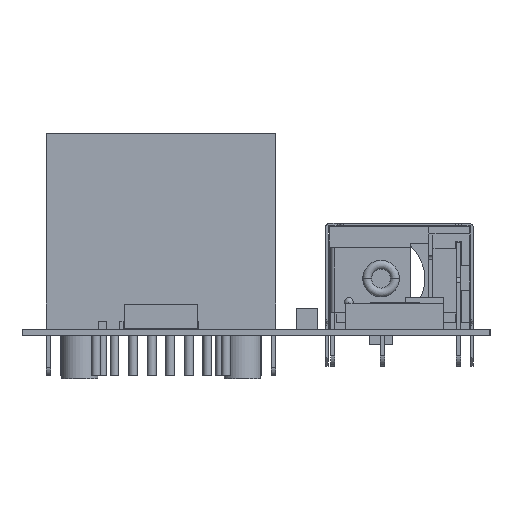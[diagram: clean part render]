
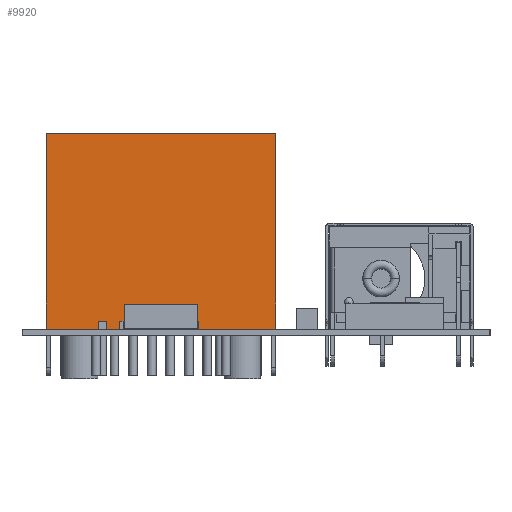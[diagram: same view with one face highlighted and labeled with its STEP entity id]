
A CAD part, left-side view. The second image highlights one B-rep face of the part: STEP entity #9920.
In plain terms, the highlighted face is planar.
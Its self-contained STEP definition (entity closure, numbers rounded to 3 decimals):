
#8343 = VERTEX_POINT('',#8344);
#8344 = CARTESIAN_POINT('',(-3.736,2.446,21.16));
#8350 = EDGE_CURVE('',#8351,#8343,#8353,.T.);
#8351 = VERTEX_POINT('',#8352);
#8352 = CARTESIAN_POINT('',(-3.736,15.846,21.16));
#8353 = LINE('',#8354,#8355);
#8354 = CARTESIAN_POINT('',(-3.736,2.446,21.16));
#8355 = VECTOR('',#8356,1.);
#8356 = DIRECTION('',(0.,-1.,0.));
#9794 = EDGE_CURVE('',#9795,#8351,#9797,.T.);
#9795 = VERTEX_POINT('',#9796);
#9796 = CARTESIAN_POINT('',(11.964,15.846,21.16));
#9797 = LINE('',#9798,#9799);
#9798 = CARTESIAN_POINT('',(-3.736,15.846,21.16));
#9799 = VECTOR('',#9800,1.);
#9800 = DIRECTION('',(-1.,0.,0.));
#9833 = EDGE_CURVE('',#9834,#9795,#9836,.T.);
#9834 = VERTEX_POINT('',#9835);
#9835 = CARTESIAN_POINT('',(11.964,2.446,21.16));
#9836 = LINE('',#9837,#9838);
#9837 = CARTESIAN_POINT('',(11.964,15.846,21.16));
#9838 = VECTOR('',#9839,1.);
#9839 = DIRECTION('',(0.,1.,0.));
#9860 = EDGE_CURVE('',#8343,#9834,#9861,.T.);
#9861 = LINE('',#9862,#9863);
#9862 = CARTESIAN_POINT('',(11.964,2.446,21.16));
#9863 = VECTOR('',#9864,1.);
#9864 = DIRECTION('',(1.,0.,0.));
#9920 = ADVANCED_FACE('',(#9921),#9927,.T.);
#9921 = FACE_BOUND('',#9922,.T.);
#9922 = EDGE_LOOP('',(#9923,#9924,#9925,#9926));
#9923 = ORIENTED_EDGE('',*,*,#9860,.T.);
#9924 = ORIENTED_EDGE('',*,*,#9833,.T.);
#9925 = ORIENTED_EDGE('',*,*,#9794,.T.);
#9926 = ORIENTED_EDGE('',*,*,#8350,.T.);
#9927 = PLANE('',#9928);
#9928 = AXIS2_PLACEMENT_3D('',#9929,#9930,#9931);
#9929 = CARTESIAN_POINT('',(4.114,9.146,21.16));
#9930 = DIRECTION('',(0.,0.,1.));
#9931 = DIRECTION('',(1.,0.,0.));
